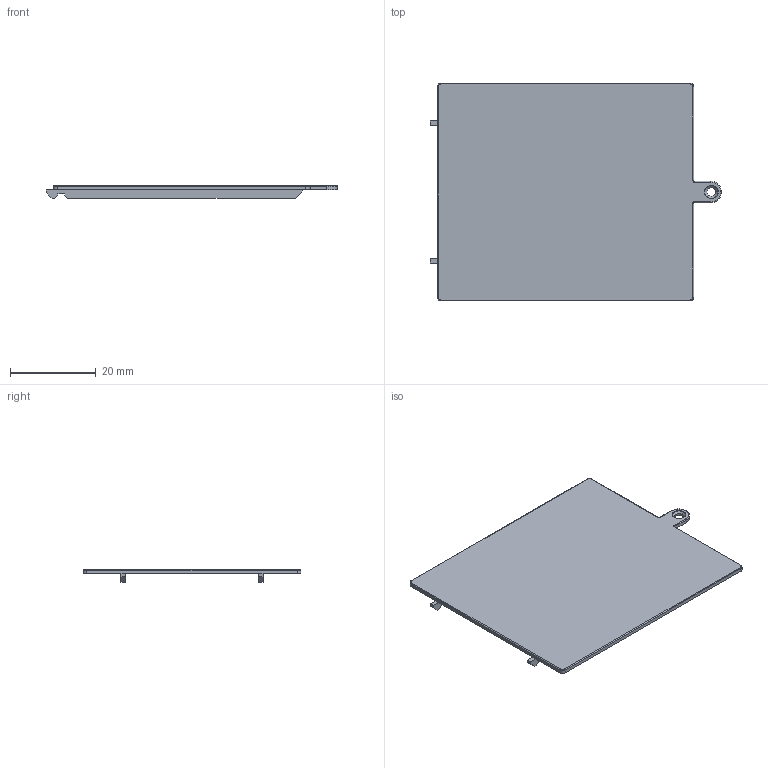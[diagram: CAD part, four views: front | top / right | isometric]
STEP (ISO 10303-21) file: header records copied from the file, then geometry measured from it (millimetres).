
FILE_DESCRIPTION(('CATIA V5 STEP Exchange'),'2;1');
FILE_NAME('Water Meter Enclosure 2_v02_Upper Cover Lid_STP.stp','2023-04-04T16:51:15+00:00',('none'),('none'),'CATIA Version 5 Release 20 GA (IN-10)','CATIA V5 STEP AP203 Edition 2','none');
FILE_SCHEMA(('AP203_CONFIGURATION_CONTROLLED_3D_DESIGN_OF_MECHANICAL_PARTS_AND_ASSEMBLIES_MIM_LF { 1 0 10303 403 2 1 2}'));
Length unit declared in the file: millimetre
Products named in the file (1): Water Meter Enclosure.1
Bounding box: 67.84 x 50.79 x 3 mm (x, y, z)
Volume: 3283.7 mm3; surface area: 6802 mm2
Topology: 1 solids, 1 shells, 63 faces, 162 edges, 101 vertices
Faces by surface type: plane 35, cylinder 17, torus 9, cone 2
Entity records: 1823 total; most frequent: ORIENTED_EDGE 324, CARTESIAN_POINT 316, DIRECTION 266, EDGE_CURVE 162, VECTOR 114, LINE 114, AXIS2_PLACEMENT_3D 101, VERTEX_POINT 101
